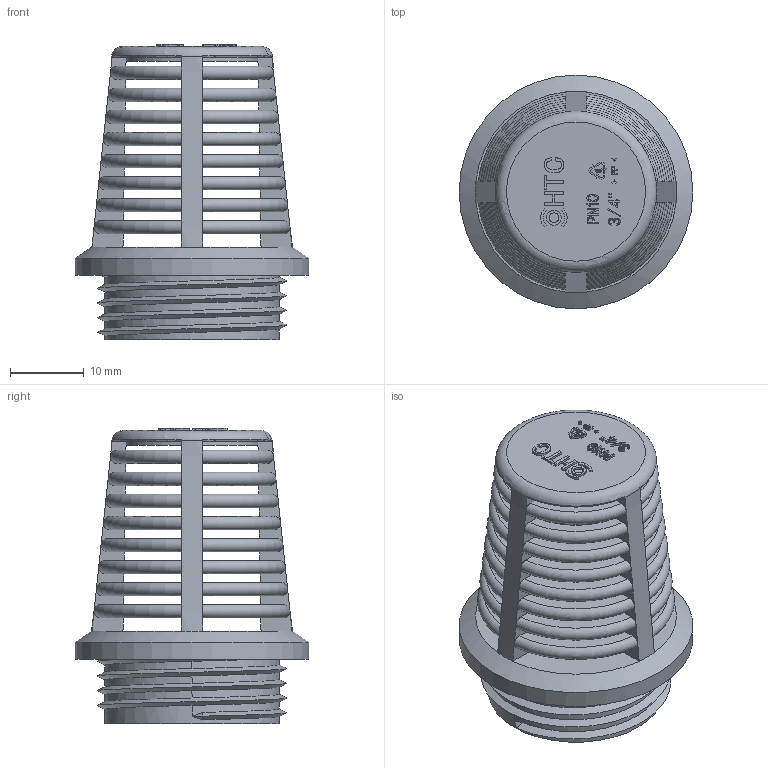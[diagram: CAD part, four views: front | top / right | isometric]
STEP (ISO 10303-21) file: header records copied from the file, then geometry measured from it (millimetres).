
FILE_DESCRIPTION(/* description */ (''),/* implementation_level */ '2;1');
FILE_NAME(/* name */ 'PF0829 add logo 34.stp',/* time_stamp */ '2024-11-12T13:55:03+08:00',/* author */ (''),/* organization */ (''),/* preprocessor_version */ 'ST-DEVELOPER v16.7',/* originating_system */ 'SIEMENS PLM Software NX 12.0',/* authorisation */ '');
FILE_SCHEMA (('AP203_CONFIGURATION_CONTROLLED_3D_DESIGN_OF_MECHANICAL_PARTS_AND_ASSEMBLIES_MIM_LF { 1 0 10303 403 2 1 2}'));
Length unit declared in the file: millimetre
Products named in the file (1): Admi2158205Ftipp
Bounding box: 31.8 x 31.8 x 40.2 mm (x, y, z)
Volume: 7069 mm3; surface area: 8717.4 mm2
Topology: 1 solids, 1 shells, 879 faces, 2599 edges, 1705 vertices
Faces by surface type: plane 732, extrusion 81, torus 38, cylinder 13, cone 11, bspline 4
Full cylindrical faces by diameter (mm): 1.32 x1, 2.04 x1, 19.5 x1, 23.8 x4, 31.8 x1
Entity records: 39764 total; most frequent: CARTESIAN_POINT 12426, ORIENTED_EDGE 5092, DIRECTION 3973, EDGE_CURVE 2546, VECTOR 2025, LINE 1944, VERTEX_POINT 1674, AXIS2_PLACEMENT_3D 974
